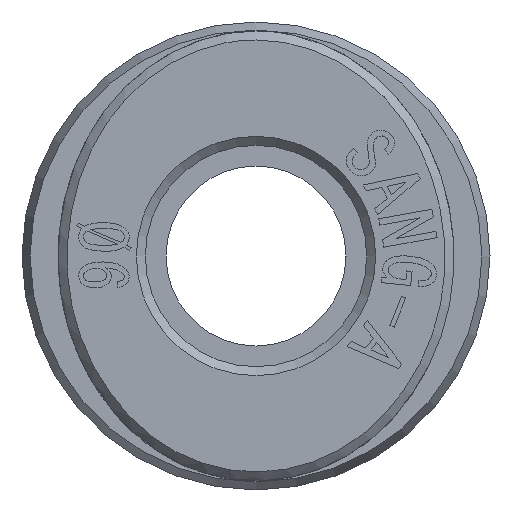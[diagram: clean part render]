
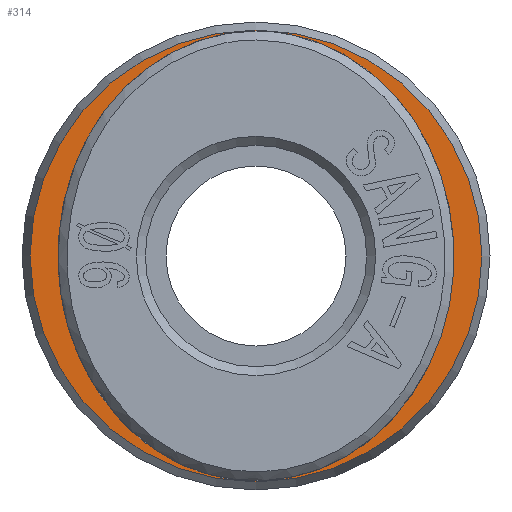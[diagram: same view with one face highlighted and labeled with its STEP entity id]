
A CAD part, left-side view. The second image highlights one B-rep face of the part: STEP entity #314.
In plain terms, the highlighted planar face has unit normal (-1, 0, 0).
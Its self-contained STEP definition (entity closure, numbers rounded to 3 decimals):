
#231=CARTESIAN_POINT('',(-15.,3.1,0.0));
#232=VERTEX_POINT('',#231);
#233=CARTESIAN_POINT('',(-15.0,0.,0.0));
#234=DIRECTION('',(1.0,0.0,0.0));
#235=DIRECTION('',(0.0,1.0,0.0));
#236=AXIS2_PLACEMENT_3D('',#233,#234,#235);
#237=CIRCLE('',#236,3.1);
#238=EDGE_CURVE('',#232,#232,#237,.T.);
#288=CARTESIAN_POINT('',(-15.0,6.275,0.0));
#289=VERTEX_POINT('',#288);
#290=CARTESIAN_POINT('',(-15.0,0.,0.0));
#291=DIRECTION('',(1.0,0.0,0.0));
#292=DIRECTION('',(0.0,1.0,0.0));
#293=AXIS2_PLACEMENT_3D('',#290,#291,#292);
#294=CIRCLE('',#293,6.275);
#295=EDGE_CURVE('',#289,#289,#294,.T.);
#303=CARTESIAN_POINT('',(-15.0,3.137,0.0));
#304=DIRECTION('',(1.0,0.0,0.0));
#305=DIRECTION('',(0.0,0.0,-1.0));
#306=AXIS2_PLACEMENT_3D('',#303,#304,#305);
#307=PLANE('',#306);
#308=ORIENTED_EDGE('',*,*,#295,.F.);
#309=EDGE_LOOP('',(#308));
#310=FACE_OUTER_BOUND('',#309,.T.);
#311=ORIENTED_EDGE('',*,*,#238,.T.);
#312=EDGE_LOOP('',(#311));
#313=FACE_BOUND('',#312,.T.);
#314=ADVANCED_FACE('',(#310,#313),#307,.F.);
